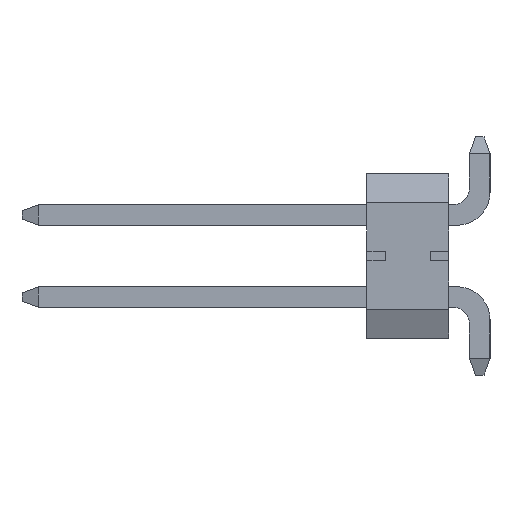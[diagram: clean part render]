
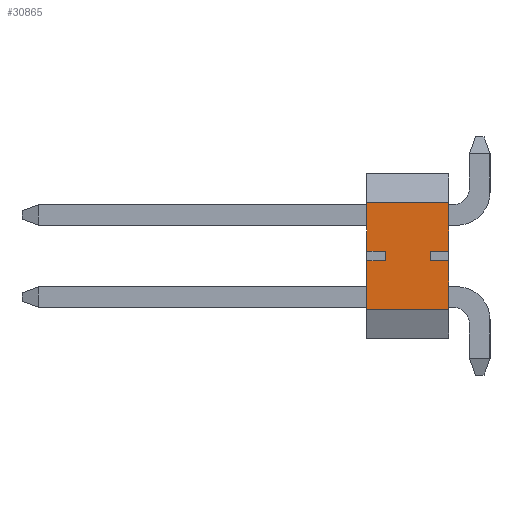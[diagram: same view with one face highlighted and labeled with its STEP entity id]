
A CAD part, left-side view. The second image highlights one B-rep face of the part: STEP entity #30865.
In plain terms, the highlighted planar face has unit normal (-1, 0, 0).
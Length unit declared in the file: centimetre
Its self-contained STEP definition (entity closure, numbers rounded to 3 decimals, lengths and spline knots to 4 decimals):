
#1535=FACE_OUTER_BOUND('',#3289,.T.);
#3289=EDGE_LOOP('',(#25325,#25326,#25327,#25328,#25329,#25330,#25331,#25332,
#25333,#25334,#25335,#25336));
#6609=LINE('',#47038,#10797);
#6717=LINE('',#47259,#10905);
#6721=LINE('',#47267,#10909);
#6741=LINE('',#47308,#10929);
#6745=LINE('',#47316,#10933);
#6795=LINE('',#47414,#10983);
#6796=LINE('',#47415,#10984);
#6797=LINE('',#47417,#10985);
#6798=LINE('',#47419,#10986);
#6799=LINE('',#47420,#10987);
#6800=LINE('',#47421,#10988);
#6801=LINE('',#47422,#10989);
#10797=VECTOR('',#38493,0.0292);
#10905=VECTOR('',#38611,0.1505);
#10909=VECTOR('',#38615,0.1505);
#10929=VECTOR('',#38637,0.1505);
#10933=VECTOR('',#38641,0.1505);
#10983=VECTOR('',#38719,0.0572);
#10984=VECTOR('',#38720,0.254);
#10985=VECTOR('',#38721,0.0572);
#10986=VECTOR('',#38722,0.0292);
#10987=VECTOR('',#38723,0.0572);
#10988=VECTOR('',#38724,0.254);
#10989=VECTOR('',#38725,0.0572);
#14073=VERTEX_POINT('',#47036);
#14074=VERTEX_POINT('',#47037);
#14181=VERTEX_POINT('',#47256);
#14182=VERTEX_POINT('',#47258);
#14185=VERTEX_POINT('',#47264);
#14186=VERTEX_POINT('',#47266);
#14205=VERTEX_POINT('',#47305);
#14206=VERTEX_POINT('',#47307);
#14209=VERTEX_POINT('',#47313);
#14210=VERTEX_POINT('',#47315);
#14245=VERTEX_POINT('',#47416);
#14246=VERTEX_POINT('',#47418);
#17897=EDGE_CURVE('',#14073,#14074,#6609,.T.);
#18005=EDGE_CURVE('',#14181,#14182,#6717,.T.);
#18009=EDGE_CURVE('',#14185,#14186,#6721,.T.);
#18029=EDGE_CURVE('',#14206,#14205,#6741,.T.);
#18033=EDGE_CURVE('',#14210,#14209,#6745,.T.);
#18083=EDGE_CURVE('',#14073,#14182,#6795,.T.);
#18084=EDGE_CURVE('',#14181,#14210,#6796,.T.);
#18085=EDGE_CURVE('',#14245,#14209,#6797,.T.);
#18086=EDGE_CURVE('',#14246,#14245,#6798,.T.);
#18087=EDGE_CURVE('',#14246,#14206,#6799,.T.);
#18088=EDGE_CURVE('',#14186,#14205,#6800,.T.);
#18089=EDGE_CURVE('',#14074,#14185,#6801,.T.);
#25325=ORIENTED_EDGE('',*,*,#18083,.T.);
#25326=ORIENTED_EDGE('',*,*,#18005,.F.);
#25327=ORIENTED_EDGE('',*,*,#18084,.T.);
#25328=ORIENTED_EDGE('',*,*,#18033,.T.);
#25329=ORIENTED_EDGE('',*,*,#18085,.F.);
#25330=ORIENTED_EDGE('',*,*,#18086,.F.);
#25331=ORIENTED_EDGE('',*,*,#18087,.T.);
#25332=ORIENTED_EDGE('',*,*,#18029,.T.);
#25333=ORIENTED_EDGE('',*,*,#18088,.F.);
#25334=ORIENTED_EDGE('',*,*,#18009,.F.);
#25335=ORIENTED_EDGE('',*,*,#18089,.F.);
#25336=ORIENTED_EDGE('',*,*,#17897,.F.);
#29215=PLANE('',#32676);
#30865=ADVANCED_FACE('',(#1535),#29215,.F.);
#32676=AXIS2_PLACEMENT_3D('',#47413,#38717,#38718);
#38493=DIRECTION('',(0.,0.,-1.));
#38611=DIRECTION('',(0.,0.,-1.));
#38615=DIRECTION('',(0.,0.,-1.));
#38637=DIRECTION('',(0.,0.,-1.));
#38641=DIRECTION('',(0.,0.,-1.));
#38717=DIRECTION('center_axis',(1.,0.,0.));
#38718=DIRECTION('ref_axis',(0.,0.,-1.));
#38719=DIRECTION('',(0.,-1.,0.));
#38720=DIRECTION('',(0.,1.,0.));
#38721=DIRECTION('',(0.,1.,0.));
#38722=DIRECTION('',(0.,0.,1.));
#38723=DIRECTION('',(0.,1.,0.));
#38724=DIRECTION('',(0.,1.,0.));
#38725=DIRECTION('',(0.,-1.,0.));
#47036=CARTESIAN_POINT('',(-3.7879,0.2338,-0.0579));
#47037=CARTESIAN_POINT('',(-3.7879,0.2338,-0.0871));
#47038=CARTESIAN_POINT('',(-3.7879,0.2338,-0.1244));
#47256=CARTESIAN_POINT('',(-3.7879,0.1767,0.0926));
#47258=CARTESIAN_POINT('',(-3.7879,0.1767,-0.0579));
#47259=CARTESIAN_POINT('',(-3.7879,0.1767,0.0926));
#47264=CARTESIAN_POINT('',(-3.7879,0.1767,-0.0871));
#47266=CARTESIAN_POINT('',(-3.7879,0.1767,-0.2376));
#47267=CARTESIAN_POINT('',(-3.7879,0.1767,-0.2376));
#47305=CARTESIAN_POINT('',(-3.7879,0.4307,-0.2376));
#47307=CARTESIAN_POINT('',(-3.7879,0.4307,-0.0871));
#47308=CARTESIAN_POINT('',(-3.7879,0.4307,-0.2376));
#47313=CARTESIAN_POINT('',(-3.7879,0.4307,-0.0579));
#47315=CARTESIAN_POINT('',(-3.7879,0.4307,0.0926));
#47316=CARTESIAN_POINT('',(-3.7879,0.4307,0.0926));
#47413=CARTESIAN_POINT('Origin',(-3.7879,0.1767,0.0926));
#47414=CARTESIAN_POINT('',(-3.7879,0.2338,-0.0579));
#47415=CARTESIAN_POINT('',(-3.7879,0.1767,0.0926));
#47416=CARTESIAN_POINT('',(-3.7879,0.3735,-0.0579));
#47417=CARTESIAN_POINT('',(-3.7879,0.3735,-0.0579));
#47418=CARTESIAN_POINT('',(-3.7879,0.3735,-0.0871));
#47419=CARTESIAN_POINT('',(-3.7879,0.3735,-0.1244));
#47420=CARTESIAN_POINT('',(-3.7879,0.3735,-0.0871));
#47421=CARTESIAN_POINT('',(-3.7879,0.1767,-0.2376));
#47422=CARTESIAN_POINT('',(-3.7879,0.2338,-0.0871));
